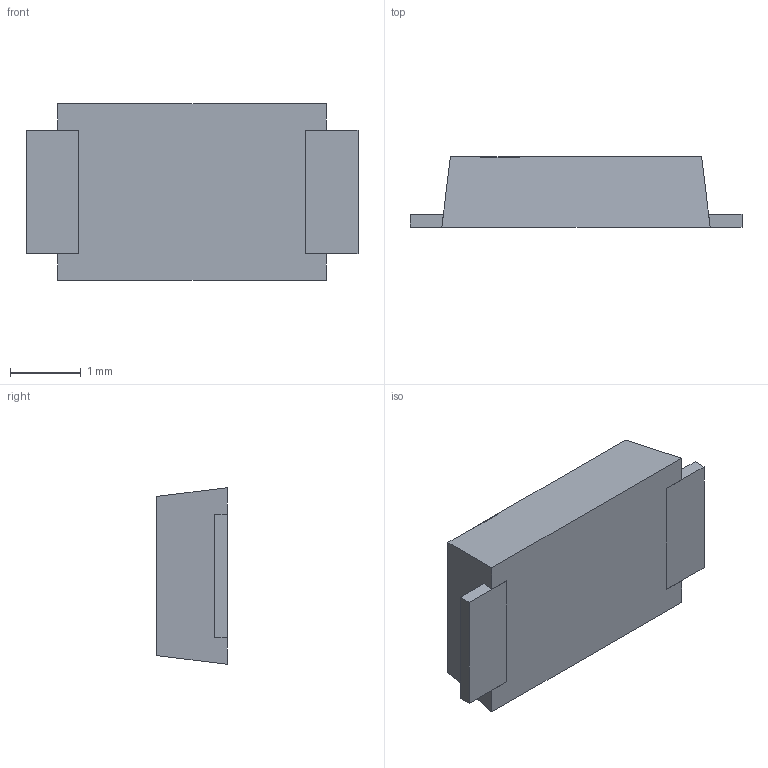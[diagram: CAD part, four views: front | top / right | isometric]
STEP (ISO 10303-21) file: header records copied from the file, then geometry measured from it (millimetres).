
FILE_DESCRIPTION (( 'STEP AP214' ), '1' );
FILE_NAME ('C95CDA16-BCBF-498F-9FFB-CBBFF605CC5A.STEP', '2024-05-21T00:44:19', ( '' ), ( '' ), 'SwSTEP 2.0', 'SolidWorks 2022', '' );
FILE_SCHEMA (( 'AUTOMOTIVE_DESIGN' ));
Length unit declared in the file: millimetre
Products named in the file (1): C95CDA16-BCBF-498F-9FFB-CBBFF605CC5A
Bounding box: 4.7 x 1 x 2.5 mm (x, y, z)
Volume: 9 mm3; surface area: 39.5 mm2
Topology: 4 solids, 4 shells, 38 faces, 86 edges, 56 vertices
Faces by surface type: plane 38
Entity records: 1517 total; most frequent: CARTESIAN_POINT 181, ORIENTED_EDGE 172, DIRECTION 164, EDGE_CURVE 86, VECTOR 86, LINE 86, VERTEX_POINT 56, UNCERTAINTY_MEASURE_WITH_UNIT 44
